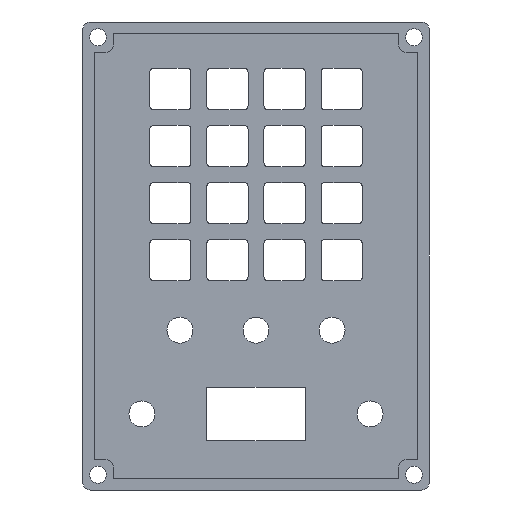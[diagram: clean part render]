
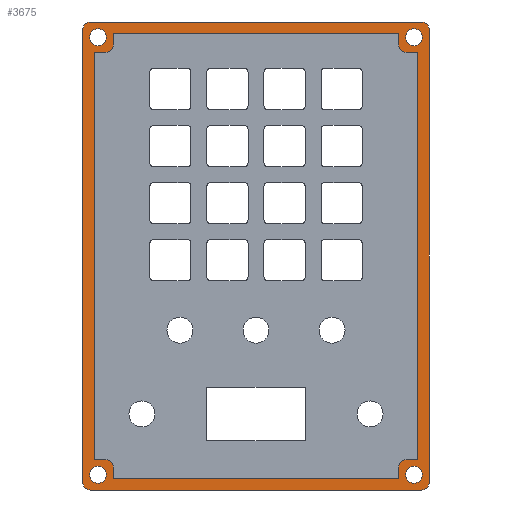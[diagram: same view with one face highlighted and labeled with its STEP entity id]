
A CAD part, front view. The second image highlights one B-rep face of the part: STEP entity #3675.
In plain terms, the highlighted planar face has unit normal (0, -1, 0).
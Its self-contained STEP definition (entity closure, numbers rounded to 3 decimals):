
#71=FACE_BOUND('',#578,.T.);
#72=FACE_BOUND('',#579,.T.);
#73=FACE_BOUND('',#580,.T.);
#74=FACE_BOUND('',#581,.T.);
#75=FACE_BOUND('',#582,.T.);
#159=PLANE('',#4059);
#337=FACE_OUTER_BOUND('',#577,.T.);
#577=EDGE_LOOP('',(#3296,#3297,#3298,#3299,#3300,#3301,#3302,#3303));
#578=EDGE_LOOP('',(#3304,#3305,#3306,#3307,#3308,#3309,#3310,#3311,#3312,
#3313,#3314,#3315,#3316,#3317,#3318,#3319));
#579=EDGE_LOOP('',(#3320));
#580=EDGE_LOOP('',(#3321));
#581=EDGE_LOOP('',(#3322));
#582=EDGE_LOOP('',(#3323));
#872=LINE('',#6085,#1217);
#876=LINE('',#6094,#1221);
#915=LINE('',#6244,#1260);
#916=LINE('',#6246,#1261);
#917=LINE('',#6251,#1262);
#918=LINE('',#6253,#1263);
#919=LINE('',#6255,#1264);
#920=LINE('',#6259,#1265);
#921=LINE('',#6261,#1266);
#922=LINE('',#6263,#1267);
#923=LINE('',#6267,#1268);
#924=LINE('',#6269,#1269);
#925=LINE('',#6271,#1270);
#926=LINE('',#6275,#1271);
#927=LINE('',#6277,#1272);
#928=LINE('',#6278,#1273);
#1217=VECTOR('',#4917,10.);
#1221=VECTOR('',#4927,10.);
#1260=VECTOR('',#5080,10.);
#1261=VECTOR('',#5083,10.);
#1262=VECTOR('',#5086,10.);
#1263=VECTOR('',#5087,10.);
#1264=VECTOR('',#5088,10.);
#1265=VECTOR('',#5091,10.);
#1266=VECTOR('',#5092,10.);
#1267=VECTOR('',#5093,10.);
#1268=VECTOR('',#5096,10.);
#1269=VECTOR('',#5097,10.);
#1270=VECTOR('',#5098,10.);
#1271=VECTOR('',#5101,10.);
#1272=VECTOR('',#5102,10.);
#1273=VECTOR('',#5103,10.);
#1439=CIRCLE('',#4002,2.);
#1440=CIRCLE('',#4005,2.);
#1467=CIRCLE('',#4060,2.);
#1468=CIRCLE('',#4061,2.);
#1469=CIRCLE('',#4062,2.);
#1470=CIRCLE('',#4063,2.);
#1471=CIRCLE('',#4064,2.);
#1472=CIRCLE('',#4065,2.);
#1473=CIRCLE('',#4066,2.2);
#1474=CIRCLE('',#4067,2.2);
#1475=CIRCLE('',#4068,2.2);
#1476=CIRCLE('',#4069,2.2);
#1749=VERTEX_POINT('',#6082);
#1750=VERTEX_POINT('',#6084);
#1751=VERTEX_POINT('',#6088);
#1752=VERTEX_POINT('',#6092);
#1753=VERTEX_POINT('',#6096);
#1804=VERTEX_POINT('',#6240);
#1805=VERTEX_POINT('',#6241);
#1806=VERTEX_POINT('',#6243);
#1807=VERTEX_POINT('',#6247);
#1808=VERTEX_POINT('',#6248);
#1809=VERTEX_POINT('',#6250);
#1810=VERTEX_POINT('',#6252);
#1811=VERTEX_POINT('',#6254);
#1812=VERTEX_POINT('',#6256);
#1813=VERTEX_POINT('',#6258);
#1814=VERTEX_POINT('',#6260);
#1815=VERTEX_POINT('',#6262);
#1816=VERTEX_POINT('',#6264);
#1817=VERTEX_POINT('',#6266);
#1818=VERTEX_POINT('',#6268);
#1819=VERTEX_POINT('',#6270);
#1820=VERTEX_POINT('',#6272);
#1821=VERTEX_POINT('',#6274);
#1822=VERTEX_POINT('',#6276);
#1823=VERTEX_POINT('',#6279);
#1824=VERTEX_POINT('',#6281);
#1825=VERTEX_POINT('',#6283);
#1826=VERTEX_POINT('',#6285);
#2236=EDGE_CURVE('',#1749,#1750,#872,.T.);
#2239=EDGE_CURVE('',#1751,#1749,#1439,.T.);
#2241=EDGE_CURVE('',#1752,#1751,#876,.T.);
#2243=EDGE_CURVE('',#1753,#1752,#1440,.T.);
#2311=EDGE_CURVE('',#1804,#1805,#1467,.T.);
#2312=EDGE_CURVE('',#1806,#1804,#915,.T.);
#2313=EDGE_CURVE('',#1750,#1806,#1468,.T.);
#2314=EDGE_CURVE('',#1805,#1753,#916,.T.);
#2315=EDGE_CURVE('',#1807,#1808,#1469,.T.);
#2316=EDGE_CURVE('',#1809,#1807,#917,.T.);
#2317=EDGE_CURVE('',#1810,#1809,#918,.T.);
#2318=EDGE_CURVE('',#1811,#1810,#919,.T.);
#2319=EDGE_CURVE('',#1812,#1811,#1470,.T.);
#2320=EDGE_CURVE('',#1813,#1812,#920,.T.);
#2321=EDGE_CURVE('',#1814,#1813,#921,.T.);
#2322=EDGE_CURVE('',#1815,#1814,#922,.T.);
#2323=EDGE_CURVE('',#1816,#1815,#1471,.T.);
#2324=EDGE_CURVE('',#1817,#1816,#923,.T.);
#2325=EDGE_CURVE('',#1818,#1817,#924,.T.);
#2326=EDGE_CURVE('',#1819,#1818,#925,.T.);
#2327=EDGE_CURVE('',#1820,#1819,#1472,.T.);
#2328=EDGE_CURVE('',#1821,#1820,#926,.T.);
#2329=EDGE_CURVE('',#1822,#1821,#927,.T.);
#2330=EDGE_CURVE('',#1808,#1822,#928,.T.);
#2331=EDGE_CURVE('',#1823,#1823,#1473,.T.);
#2332=EDGE_CURVE('',#1824,#1824,#1474,.T.);
#2333=EDGE_CURVE('',#1825,#1825,#1475,.T.);
#2334=EDGE_CURVE('',#1826,#1826,#1476,.T.);
#3296=ORIENTED_EDGE('',*,*,#2311,.F.);
#3297=ORIENTED_EDGE('',*,*,#2312,.F.);
#3298=ORIENTED_EDGE('',*,*,#2313,.F.);
#3299=ORIENTED_EDGE('',*,*,#2236,.F.);
#3300=ORIENTED_EDGE('',*,*,#2239,.F.);
#3301=ORIENTED_EDGE('',*,*,#2241,.F.);
#3302=ORIENTED_EDGE('',*,*,#2243,.F.);
#3303=ORIENTED_EDGE('',*,*,#2314,.F.);
#3304=ORIENTED_EDGE('',*,*,#2315,.F.);
#3305=ORIENTED_EDGE('',*,*,#2316,.F.);
#3306=ORIENTED_EDGE('',*,*,#2317,.F.);
#3307=ORIENTED_EDGE('',*,*,#2318,.F.);
#3308=ORIENTED_EDGE('',*,*,#2319,.F.);
#3309=ORIENTED_EDGE('',*,*,#2320,.F.);
#3310=ORIENTED_EDGE('',*,*,#2321,.F.);
#3311=ORIENTED_EDGE('',*,*,#2322,.F.);
#3312=ORIENTED_EDGE('',*,*,#2323,.F.);
#3313=ORIENTED_EDGE('',*,*,#2324,.F.);
#3314=ORIENTED_EDGE('',*,*,#2325,.F.);
#3315=ORIENTED_EDGE('',*,*,#2326,.F.);
#3316=ORIENTED_EDGE('',*,*,#2327,.F.);
#3317=ORIENTED_EDGE('',*,*,#2328,.F.);
#3318=ORIENTED_EDGE('',*,*,#2329,.F.);
#3319=ORIENTED_EDGE('',*,*,#2330,.F.);
#3320=ORIENTED_EDGE('',*,*,#2331,.F.);
#3321=ORIENTED_EDGE('',*,*,#2332,.F.);
#3322=ORIENTED_EDGE('',*,*,#2333,.F.);
#3323=ORIENTED_EDGE('',*,*,#2334,.F.);
#3675=ADVANCED_FACE('',(#337,#71,#72,#73,#74,#75),#159,.F.);
#4002=AXIS2_PLACEMENT_3D('',#6090,#4922,#4923);
#4005=AXIS2_PLACEMENT_3D('',#6098,#4931,#4932);
#4059=AXIS2_PLACEMENT_3D('',#6239,#5076,#5077);
#4060=AXIS2_PLACEMENT_3D('',#6242,#5078,#5079);
#4061=AXIS2_PLACEMENT_3D('',#6245,#5081,#5082);
#4062=AXIS2_PLACEMENT_3D('',#6249,#5084,#5085);
#4063=AXIS2_PLACEMENT_3D('',#6257,#5089,#5090);
#4064=AXIS2_PLACEMENT_3D('',#6265,#5094,#5095);
#4065=AXIS2_PLACEMENT_3D('',#6273,#5099,#5100);
#4066=AXIS2_PLACEMENT_3D('',#6280,#5104,#5105);
#4067=AXIS2_PLACEMENT_3D('',#6282,#5106,#5107);
#4068=AXIS2_PLACEMENT_3D('',#6284,#5108,#5109);
#4069=AXIS2_PLACEMENT_3D('',#6286,#5110,#5111);
#4917=DIRECTION('',(0.,0.,1.));
#4922=DIRECTION('center_axis',(0.,1.,0.));
#4923=DIRECTION('ref_axis',(-0.707,0.,-0.707));
#4927=DIRECTION('',(-1.,0.,0.));
#4931=DIRECTION('center_axis',(0.,1.,0.));
#4932=DIRECTION('ref_axis',(0.707,0.,-0.707));
#5076=DIRECTION('center_axis',(0.,1.,0.));
#5077=DIRECTION('ref_axis',(0.,0.,1.));
#5078=DIRECTION('center_axis',(0.,1.,0.));
#5079=DIRECTION('ref_axis',(0.707,0.,0.707));
#5080=DIRECTION('',(1.,0.,0.));
#5081=DIRECTION('center_axis',(0.,1.,0.));
#5082=DIRECTION('ref_axis',(-0.707,0.,0.707));
#5083=DIRECTION('',(0.,0.,-1.));
#5084=DIRECTION('center_axis',(0.,1.,0.));
#5085=DIRECTION('ref_axis',(-0.707,0.,-0.707));
#5086=DIRECTION('',(-1.,0.,0.));
#5087=DIRECTION('',(0.,0.,1.));
#5088=DIRECTION('',(1.,0.,0.));
#5089=DIRECTION('center_axis',(0.,1.,0.));
#5090=DIRECTION('ref_axis',(-0.707,0.,0.707));
#5091=DIRECTION('',(0.,0.,1.));
#5092=DIRECTION('',(1.,0.,0.));
#5093=DIRECTION('',(0.,0.,-1.));
#5094=DIRECTION('center_axis',(0.,1.,0.));
#5095=DIRECTION('ref_axis',(0.707,0.,0.707));
#5096=DIRECTION('',(1.,0.,0.));
#5097=DIRECTION('',(0.,0.,-1.));
#5098=DIRECTION('',(-1.,0.,0.));
#5099=DIRECTION('center_axis',(0.,1.,0.));
#5100=DIRECTION('ref_axis',(0.707,0.,-0.707));
#5101=DIRECTION('',(0.,0.,-1.));
#5102=DIRECTION('',(-1.,0.,0.));
#5103=DIRECTION('',(0.,0.,1.));
#5104=DIRECTION('center_axis',(0.,-1.,0.));
#5105=DIRECTION('ref_axis',(1.,0.,0.));
#5106=DIRECTION('center_axis',(0.,-1.,0.));
#5107=DIRECTION('ref_axis',(1.,0.,0.));
#5108=DIRECTION('center_axis',(0.,-1.,0.));
#5109=DIRECTION('ref_axis',(1.,0.,0.));
#5110=DIRECTION('center_axis',(0.,-1.,0.));
#5111=DIRECTION('ref_axis',(1.,0.,0.));
#6082=CARTESIAN_POINT('',(-88.,40.,-118.));
#6084=CARTESIAN_POINT('',(-88.,40.,1.));
#6085=CARTESIAN_POINT('',(-88.,40.,-89.25));
#6088=CARTESIAN_POINT('',(-86.,40.,-120.));
#6090=CARTESIAN_POINT('Origin',(-86.,40.,-118.));
#6092=CARTESIAN_POINT('',(1.,40.,-120.));
#6094=CARTESIAN_POINT('',(-19.75,40.,-120.));
#6096=CARTESIAN_POINT('',(3.,40.,-118.));
#6098=CARTESIAN_POINT('Origin',(1.,40.,-118.));
#6239=CARTESIAN_POINT('Origin',(-42.5,40.,-58.5));
#6240=CARTESIAN_POINT('',(1.,40.,3.));
#6241=CARTESIAN_POINT('',(3.,40.,1.));
#6242=CARTESIAN_POINT('Origin',(1.,40.,1.));
#6243=CARTESIAN_POINT('',(-86.,40.,3.));
#6244=CARTESIAN_POINT('',(-65.25,40.,3.));
#6245=CARTESIAN_POINT('Origin',(-86.,40.,1.));
#6246=CARTESIAN_POINT('',(3.,40.,-27.75));
#6247=CARTESIAN_POINT('',(-3.,40.,-5.));
#6248=CARTESIAN_POINT('',(-5.,40.,-3.));
#6249=CARTESIAN_POINT('Origin',(-3.,40.,-3.));
#6250=CARTESIAN_POINT('',(0.,40.,-5.));
#6251=CARTESIAN_POINT('',(-21.25,40.,-5.));
#6252=CARTESIAN_POINT('',(0.,40.,-112.));
#6253=CARTESIAN_POINT('',(0.,40.,-87.75));
#6254=CARTESIAN_POINT('',(-3.,40.,-112.));
#6255=CARTESIAN_POINT('',(-23.75,40.,-112.));
#6256=CARTESIAN_POINT('',(-5.,40.,-114.));
#6257=CARTESIAN_POINT('Origin',(-3.,40.,-114.));
#6258=CARTESIAN_POINT('',(-5.,40.,-117.));
#6259=CARTESIAN_POINT('',(-5.,40.,-87.75));
#6260=CARTESIAN_POINT('',(-80.,40.,-117.));
#6261=CARTESIAN_POINT('',(-63.75,40.,-117.));
#6262=CARTESIAN_POINT('',(-80.,40.,-114.));
#6263=CARTESIAN_POINT('',(-80.,40.,-85.25));
#6264=CARTESIAN_POINT('',(-82.,40.,-112.));
#6265=CARTESIAN_POINT('Origin',(-82.,40.,-114.));
#6266=CARTESIAN_POINT('',(-85.,40.,-112.));
#6267=CARTESIAN_POINT('',(-63.75,40.,-112.));
#6268=CARTESIAN_POINT('',(-85.,40.,-5.));
#6269=CARTESIAN_POINT('',(-85.,40.,-29.25));
#6270=CARTESIAN_POINT('',(-82.,40.,-5.));
#6271=CARTESIAN_POINT('',(-61.25,40.,-5.));
#6272=CARTESIAN_POINT('',(-80.,40.,-3.));
#6273=CARTESIAN_POINT('Origin',(-82.,40.,-3.));
#6274=CARTESIAN_POINT('',(-80.,40.,0.));
#6275=CARTESIAN_POINT('',(-80.,40.,-29.25));
#6276=CARTESIAN_POINT('',(-5.,40.,0.));
#6277=CARTESIAN_POINT('',(-21.25,40.,0.));
#6278=CARTESIAN_POINT('',(-5.,40.,-31.75));
#6279=CARTESIAN_POINT('',(-86.2,40.,-1.));
#6280=CARTESIAN_POINT('Origin',(-84.,40.,-1.));
#6281=CARTESIAN_POINT('',(-86.2,40.,-116.));
#6282=CARTESIAN_POINT('Origin',(-84.,40.,-116.));
#6283=CARTESIAN_POINT('',(-3.2,40.,-1.));
#6284=CARTESIAN_POINT('Origin',(-1.,40.,-1.));
#6285=CARTESIAN_POINT('',(-3.2,40.,-116.));
#6286=CARTESIAN_POINT('Origin',(-1.,40.,-116.));
